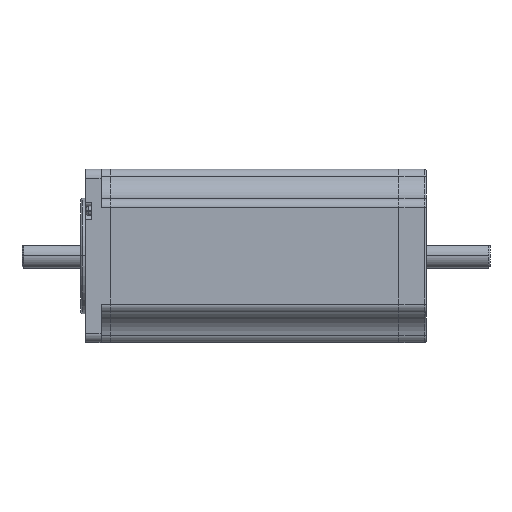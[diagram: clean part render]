
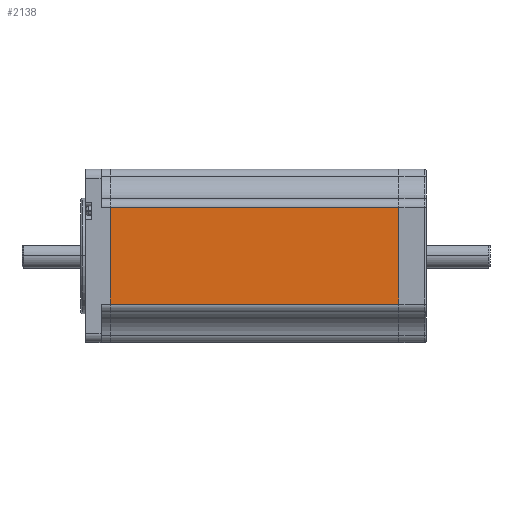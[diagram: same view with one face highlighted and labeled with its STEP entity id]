
A CAD part, top view. The second image highlights one B-rep face of the part: STEP entity #2138.
In plain terms, the highlighted planar face has unit normal (0, 0, 1).
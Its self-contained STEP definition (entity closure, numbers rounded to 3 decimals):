
#72 = EDGE_CURVE ( 'NONE', #307, #2237, #1767, .T. ) ;
#183 = CARTESIAN_POINT ( 'NONE',  ( 0., -15.851, 28.5 ) ) ;
#307 = VERTEX_POINT ( 'NONE', #6434 ) ;
#373 = DIRECTION ( 'NONE',  ( 0., -1., 0. ) ) ;
#467 = ORIENTED_EDGE ( 'NONE', *, *, #1581, .T. ) ;
#680 = VERTEX_POINT ( 'NONE', #8927 ) ;
#1207 = CARTESIAN_POINT ( 'NONE',  ( -9., 15.851, 28.5 ) ) ;
#1581 = EDGE_CURVE ( 'NONE', #5691, #680, #4620, .T. ) ;
#1613 = DIRECTION ( 'NONE',  ( 0., 0., 1. ) ) ;
#1652 = CARTESIAN_POINT ( 'NONE',  ( -104., 15.851, 28.5 ) ) ;
#1767 = LINE ( 'NONE', #5087, #2226 ) ;
#1809 = CARTESIAN_POINT ( 'NONE',  ( -9., -28.5, 28.5 ) ) ;
#2138 = ADVANCED_FACE ( 'NONE', ( #5606 ), #7481, .T. ) ;
#2226 = VECTOR ( 'NONE', #3435, 1000. ) ;
#2237 = VERTEX_POINT ( 'NONE', #6573 ) ;
#2879 = DIRECTION ( 'NONE',  ( -1., 0., 0. ) ) ;
#2893 = VECTOR ( 'NONE', #2879, 1000. ) ;
#3435 = DIRECTION ( 'NONE',  ( 0., 1., 0. ) ) ;
#3642 = EDGE_LOOP ( 'NONE', ( #8415, #467, #7536, #7781 ) ) ;
#3768 = VECTOR ( 'NONE', #373, 1000. ) ;
#4620 = LINE ( 'NONE', #7971, #3768 ) ;
#4877 = DIRECTION ( 'NONE',  ( 1., 0., 0. ) ) ;
#5087 = CARTESIAN_POINT ( 'NONE',  ( -9., -28.5, 28.5 ) ) ;
#5091 = EDGE_CURVE ( 'NONE', #680, #307, #9190, .T. ) ;
#5312 = AXIS2_PLACEMENT_3D ( 'NONE', #1809, #1613, #4877 ) ;
#5606 = FACE_OUTER_BOUND ( 'NONE', #3642, .T. ) ;
#5691 = VERTEX_POINT ( 'NONE', #1652 ) ;
#6434 = CARTESIAN_POINT ( 'NONE',  ( -9., -15.851, 28.5 ) ) ;
#6573 = CARTESIAN_POINT ( 'NONE',  ( -9., 15.851, 28.5 ) ) ;
#6790 = DIRECTION ( 'NONE',  ( 1., 0., 0. ) ) ;
#7481 = PLANE ( 'NONE',  #5312 ) ;
#7536 = ORIENTED_EDGE ( 'NONE', *, *, #5091, .T. ) ;
#7718 = LINE ( 'NONE', #1207, #2893 ) ;
#7781 = ORIENTED_EDGE ( 'NONE', *, *, #72, .T. ) ;
#7971 = CARTESIAN_POINT ( 'NONE',  ( -104., -28.5, 28.5 ) ) ;
#8304 = EDGE_CURVE ( 'NONE', #2237, #5691, #7718, .T. ) ;
#8415 = ORIENTED_EDGE ( 'NONE', *, *, #8304, .T. ) ;
#8927 = CARTESIAN_POINT ( 'NONE',  ( -104., -15.851, 28.5 ) ) ;
#9072 = VECTOR ( 'NONE', #6790, 1000. ) ;
#9190 = LINE ( 'NONE', #183, #9072 ) ;
